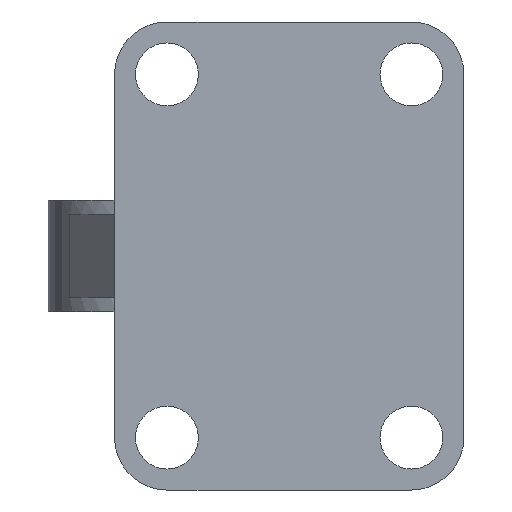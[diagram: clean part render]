
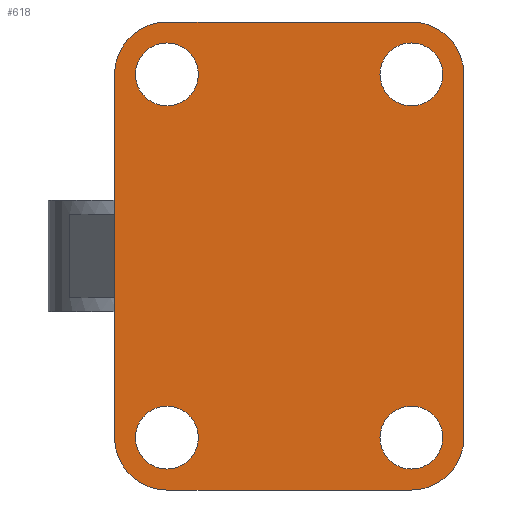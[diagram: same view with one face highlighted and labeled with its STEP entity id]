
A CAD part, front view. The second image highlights one B-rep face of the part: STEP entity #618.
In plain terms, the highlighted planar face has unit normal (0, -1, 0).
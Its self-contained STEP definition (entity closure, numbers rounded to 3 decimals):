
#41=CIRCLE('',#647,7.5);
#42=CIRCLE('',#650,7.5);
#43=CIRCLE('',#653,7.5);
#44=CIRCLE('',#656,4.5);
#45=CIRCLE('',#658,4.5);
#46=CIRCLE('',#660,4.5);
#47=CIRCLE('',#662,4.5);
#48=CIRCLE('',#664,7.5);
#125=ORIENTED_EDGE('',*,*,#206,.T.);
#126=ORIENTED_EDGE('',*,*,#205,.T.);
#127=ORIENTED_EDGE('',*,*,#204,.T.);
#128=ORIENTED_EDGE('',*,*,#203,.T.);
#129=ORIENTED_EDGE('',*,*,#188,.F.);
#130=ORIENTED_EDGE('',*,*,#207,.F.);
#131=ORIENTED_EDGE('',*,*,#201,.F.);
#132=ORIENTED_EDGE('',*,*,#199,.F.);
#133=ORIENTED_EDGE('',*,*,#197,.F.);
#134=ORIENTED_EDGE('',*,*,#195,.F.);
#135=ORIENTED_EDGE('',*,*,#193,.F.);
#136=ORIENTED_EDGE('',*,*,#191,.F.);
#188=EDGE_CURVE('',#238,#239,#273,.T.);
#191=EDGE_CURVE('',#239,#240,#41,.T.);
#193=EDGE_CURVE('',#240,#241,#277,.T.);
#195=EDGE_CURVE('',#241,#242,#42,.T.);
#197=EDGE_CURVE('',#242,#243,#280,.T.);
#199=EDGE_CURVE('',#243,#244,#43,.T.);
#201=EDGE_CURVE('',#244,#245,#283,.T.);
#203=EDGE_CURVE('',#246,#246,#44,.T.);
#204=EDGE_CURVE('',#247,#247,#45,.T.);
#205=EDGE_CURVE('',#248,#248,#46,.T.);
#206=EDGE_CURVE('',#249,#249,#47,.T.);
#207=EDGE_CURVE('',#245,#238,#48,.T.);
#238=VERTEX_POINT('',#868);
#239=VERTEX_POINT('',#869);
#240=VERTEX_POINT('',#874);
#241=VERTEX_POINT('',#878);
#242=VERTEX_POINT('',#882);
#243=VERTEX_POINT('',#886);
#244=VERTEX_POINT('',#890);
#245=VERTEX_POINT('',#894);
#246=VERTEX_POINT('',#898);
#247=VERTEX_POINT('',#901);
#248=VERTEX_POINT('',#904);
#249=VERTEX_POINT('',#907);
#273=LINE('',#867,#300);
#277=LINE('',#877,#304);
#280=LINE('',#885,#307);
#283=LINE('',#893,#310);
#300=VECTOR('',#727,1000.);
#304=VECTOR('',#737,1000.);
#307=VECTOR('',#746,1000.);
#310=VECTOR('',#755,1000.);
#335=EDGE_LOOP('',(#125));
#336=EDGE_LOOP('',(#126));
#337=EDGE_LOOP('',(#127));
#338=EDGE_LOOP('',(#128));
#339=EDGE_LOOP('',(#129,#130,#131,#132,#133,#134,#135,#136));
#382=FACE_BOUND('',#335,.T.);
#383=FACE_BOUND('',#336,.T.);
#384=FACE_BOUND('',#337,.T.);
#385=FACE_BOUND('',#338,.T.);
#386=FACE_BOUND('',#339,.T.);
#413=PLANE('',#665);
#618=ADVANCED_FACE('',(#382,#383,#384,#385,#386),#413,.F.);
#647=AXIS2_PLACEMENT_3D('',#873,#732,#733);
#650=AXIS2_PLACEMENT_3D('',#881,#741,#742);
#653=AXIS2_PLACEMENT_3D('',#889,#750,#751);
#656=AXIS2_PLACEMENT_3D('',#897,#759,#760);
#658=AXIS2_PLACEMENT_3D('',#900,#763,#764);
#660=AXIS2_PLACEMENT_3D('',#903,#767,#768);
#662=AXIS2_PLACEMENT_3D('',#906,#771,#772);
#664=AXIS2_PLACEMENT_3D('',#909,#775,#776);
#665=AXIS2_PLACEMENT_3D('',#910,#777,#778);
#727=DIRECTION('',(0.,0.,1.));
#732=DIRECTION('',(0.,1.,0.));
#733=DIRECTION('',(1.,0.,0.));
#737=DIRECTION('',(1.,0.,0.));
#741=DIRECTION('',(0.,1.,0.));
#742=DIRECTION('',(1.,0.,0.));
#746=DIRECTION('',(0.,0.,-1.));
#750=DIRECTION('',(0.,1.,0.));
#751=DIRECTION('',(1.,0.,0.));
#755=DIRECTION('',(-1.,0.,0.));
#759=DIRECTION('',(0.,1.,0.));
#760=DIRECTION('',(1.,0.,0.));
#763=DIRECTION('',(0.,1.,0.));
#764=DIRECTION('',(1.,0.,0.));
#767=DIRECTION('',(0.,1.,0.));
#768=DIRECTION('',(1.,0.,0.));
#771=DIRECTION('',(0.,1.,0.));
#772=DIRECTION('',(1.,0.,0.));
#775=DIRECTION('',(0.,1.,0.));
#776=DIRECTION('',(1.,0.,0.));
#777=DIRECTION('',(0.,1.,0.));
#778=DIRECTION('',(0.,0.,1.));
#867=CARTESIAN_POINT('',(-25.,0.,-26.));
#868=CARTESIAN_POINT('',(-25.,0.,-26.));
#869=CARTESIAN_POINT('',(-25.,0.,26.));
#873=CARTESIAN_POINT('',(-17.5,0.,26.));
#874=CARTESIAN_POINT('',(-17.5,0.,33.5));
#877=CARTESIAN_POINT('',(-17.5,0.,33.5));
#878=CARTESIAN_POINT('',(17.5,0.,33.5));
#881=CARTESIAN_POINT('',(17.5,0.,26.));
#882=CARTESIAN_POINT('',(25.,0.,26.));
#885=CARTESIAN_POINT('',(25.,0.,26.));
#886=CARTESIAN_POINT('',(25.,0.,-26.));
#889=CARTESIAN_POINT('',(17.5,0.,-26.));
#890=CARTESIAN_POINT('',(17.5,0.,-33.5));
#893=CARTESIAN_POINT('',(17.5,0.,-33.5));
#894=CARTESIAN_POINT('',(-17.5,0.,-33.5));
#897=CARTESIAN_POINT('',(17.5,0.,-26.));
#898=CARTESIAN_POINT('',(22.,0.,-26.));
#900=CARTESIAN_POINT('',(17.5,0.,26.));
#901=CARTESIAN_POINT('',(22.,0.,26.));
#903=CARTESIAN_POINT('',(-17.5,0.,-26.));
#904=CARTESIAN_POINT('',(-13.,0.,-26.));
#906=CARTESIAN_POINT('',(-17.5,0.,26.));
#907=CARTESIAN_POINT('',(-13.,0.,26.));
#909=CARTESIAN_POINT('',(-17.5,0.,-26.));
#910=CARTESIAN_POINT('',(-17.5,0.,26.));
